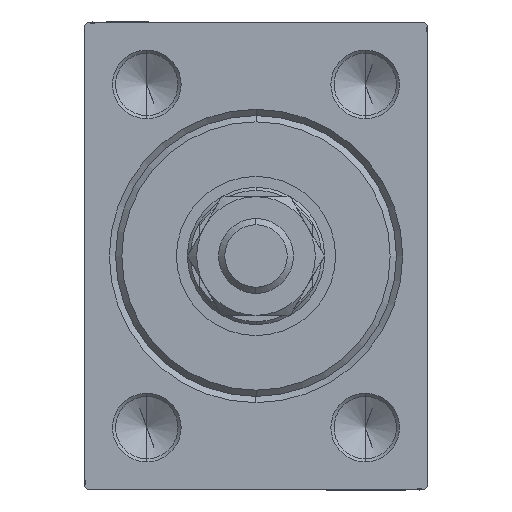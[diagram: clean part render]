
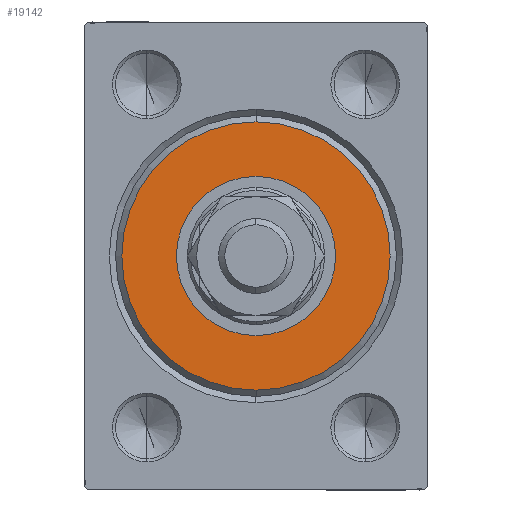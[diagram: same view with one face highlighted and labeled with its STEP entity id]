
A CAD part, left-side view. The second image highlights one B-rep face of the part: STEP entity #19142.
In plain terms, the highlighted face is planar.
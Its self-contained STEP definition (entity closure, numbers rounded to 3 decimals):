
#1676 = CIRCLE ( 'NONE', #7661, 21.5 ) ;
#1753 = ORIENTED_EDGE ( 'NONE', *, *, #42947, .T. ) ;
#2450 = EDGE_CURVE ( 'NONE', #26515, #21982, #45907, .T. ) ;
#4472 = VERTEX_POINT ( 'NONE', #40223 ) ;
#4630 = DIRECTION ( 'NONE',  ( 0., 0., -1. ) ) ;
#4663 = DIRECTION ( 'NONE',  ( 1., 0., 0. ) ) ;
#7661 = AXIS2_PLACEMENT_3D ( 'NONE', #12633, #22491, #4630 ) ;
#8327 = AXIS2_PLACEMENT_3D ( 'NONE', #36885, #4663, #19004 ) ;
#9747 = EDGE_LOOP ( 'NONE', ( #13017, #1753 ) ) ;
#10646 = CIRCLE ( 'NONE', #13621, 12.75 ) ;
#12022 = EDGE_LOOP ( 'NONE', ( #24055, #16065 ) ) ;
#12633 = CARTESIAN_POINT ( 'NONE',  ( 3., 0., 0. ) ) ;
#13017 = ORIENTED_EDGE ( 'NONE', *, *, #25643, .T. ) ;
#13621 = AXIS2_PLACEMENT_3D ( 'NONE', #20999, #20316, #38891 ) ;
#14324 = DIRECTION ( 'NONE',  ( 0., 0., -1. ) ) ;
#16065 = ORIENTED_EDGE ( 'NONE', *, *, #2450, .T. ) ;
#19004 = DIRECTION ( 'NONE',  ( 0., 0., -1. ) ) ;
#19142 = ADVANCED_FACE ( 'NONE', ( #21817, #20904 ), #31513, .T. ) ;
#20316 = DIRECTION ( 'NONE',  ( -1., 0., 0. ) ) ;
#20592 = CARTESIAN_POINT ( 'NONE',  ( 3., 0., -12.75 ) ) ;
#20904 = FACE_BOUND ( 'NONE', #9747, .T. ) ;
#20999 = CARTESIAN_POINT ( 'NONE',  ( 3., 0., 0. ) ) ;
#21141 = DIRECTION ( 'NONE',  ( 1., 0., 0. ) ) ;
#21817 = FACE_OUTER_BOUND ( 'NONE', #12022, .T. ) ;
#21982 = VERTEX_POINT ( 'NONE', #32635 ) ;
#22491 = DIRECTION ( 'NONE',  ( 1., 0., 0. ) ) ;
#24055 = ORIENTED_EDGE ( 'NONE', *, *, #28605, .T. ) ;
#24571 = VERTEX_POINT ( 'NONE', #20592 ) ;
#25643 = EDGE_CURVE ( 'NONE', #4472, #24571, #10646, .T. ) ;
#26515 = VERTEX_POINT ( 'NONE', #34210 ) ;
#26957 = AXIS2_PLACEMENT_3D ( 'NONE', #34989, #31007, #42280 ) ;
#28605 = EDGE_CURVE ( 'NONE', #21982, #26515, #1676, .T. ) ;
#30700 = CIRCLE ( 'NONE', #26957, 12.75 ) ;
#31007 = DIRECTION ( 'NONE',  ( -1., 0., 0. ) ) ;
#31513 = PLANE ( 'NONE',  #34440 ) ;
#32635 = CARTESIAN_POINT ( 'NONE',  ( 3., 0., 21.5 ) ) ;
#34210 = CARTESIAN_POINT ( 'NONE',  ( 3., 0., -21.5 ) ) ;
#34440 = AXIS2_PLACEMENT_3D ( 'NONE', #45846, #21141, #14324 ) ;
#34989 = CARTESIAN_POINT ( 'NONE',  ( 3., 0., 0. ) ) ;
#36885 = CARTESIAN_POINT ( 'NONE',  ( 3., 0., 0. ) ) ;
#38891 = DIRECTION ( 'NONE',  ( 0., 0., -1. ) ) ;
#40223 = CARTESIAN_POINT ( 'NONE',  ( 3., 0., 12.75 ) ) ;
#42280 = DIRECTION ( 'NONE',  ( 0., 0., -1. ) ) ;
#42947 = EDGE_CURVE ( 'NONE', #24571, #4472, #30700, .T. ) ;
#45846 = CARTESIAN_POINT ( 'NONE',  ( 3., 0., 0. ) ) ;
#45907 = CIRCLE ( 'NONE', #8327, 21.5 ) ;
